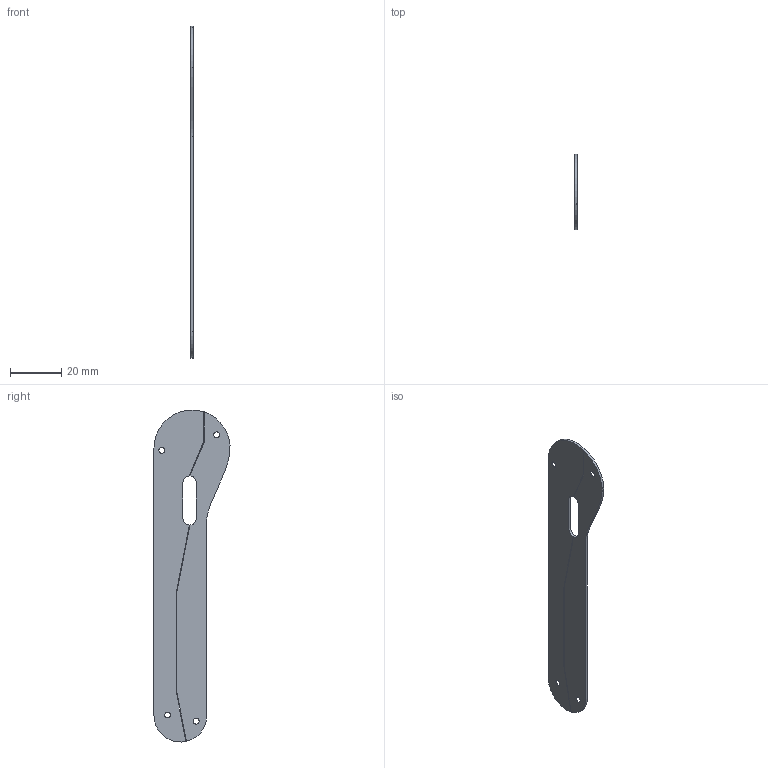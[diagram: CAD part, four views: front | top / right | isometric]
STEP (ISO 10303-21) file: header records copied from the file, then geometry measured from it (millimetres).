
FILE_DESCRIPTION(/* description */ (''),/* implementation_level */ '2;1');
FILE_NAME(/* name */ 'right_side_small_plate_6_5mm.step',/* time_stamp */ '2022-12-31T00:01:32+01:00',/* author */ (''),/* organization */ (''),/* preprocessor_version */ 'ST-DEVELOPER v19.2',/* originating_system */ 'Autodesk Translation Framework v11.17.0.187',/* authorisation */ '');
FILE_SCHEMA (('AUTOMOTIVE_DESIGN { 1 0 10303 214 3 1 1 }'));
Length unit declared in the file: millimetre
Products named in the file (1): left small direct plate 6.5(Mirror)
Bounding box: 0.95 x 29.68 x 129.64 mm (x, y, z)
Volume: 2518.6 mm3; surface area: 5881.8 mm2
Topology: 2 solids, 2 shells, 31 faces, 81 edges, 54 vertices
Faces by surface type: plane 18, cylinder 8, cone 4, bspline 1
Entity records: 1040 total; most frequent: CARTESIAN_POINT 200, DIRECTION 165, ORIENTED_EDGE 162, EDGE_CURVE 81, LINE 55, VECTOR 55, AXIS2_PLACEMENT_3D 55, VERTEX_POINT 54
